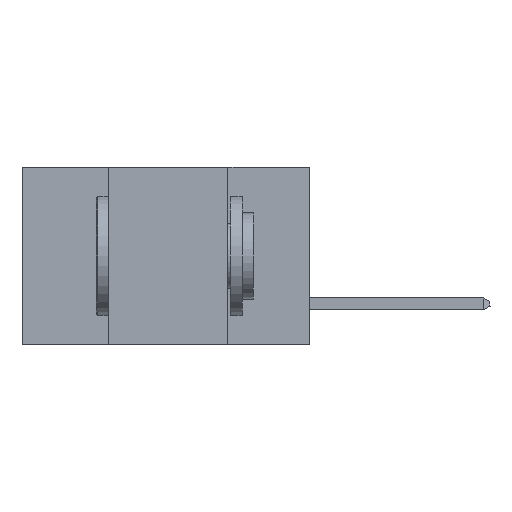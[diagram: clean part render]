
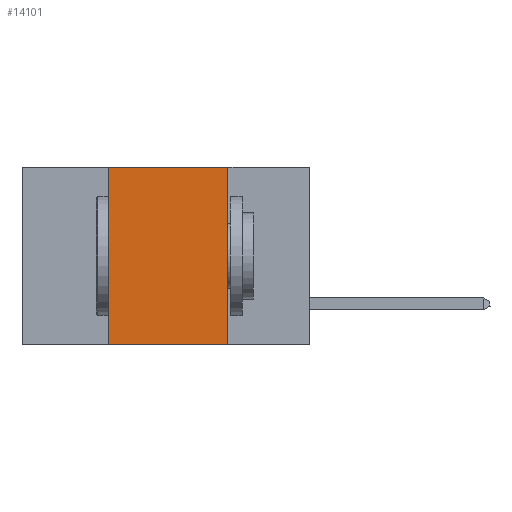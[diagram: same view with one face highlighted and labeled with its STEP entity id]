
A CAD part, left-side view. The second image highlights one B-rep face of the part: STEP entity #14101.
In plain terms, the highlighted planar face has unit normal (-1, 0, 0).
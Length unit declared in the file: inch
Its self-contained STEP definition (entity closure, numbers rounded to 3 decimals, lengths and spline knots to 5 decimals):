
#886 = ORIENTED_EDGE ( 'NONE', *, *, #1331, .T. ) ;
#942 = EDGE_CURVE ( 'NONE', #5158, #6625, #15306, .T. ) ;
#1331 = EDGE_CURVE ( 'NONE', #5158, #20009, #9840, .T. ) ;
#1738 = CARTESIAN_POINT ( 'NONE',  ( 0., 0.6, 0. ) ) ;
#2016 = PLANE ( 'NONE',  #11197 ) ;
#3255 = VECTOR ( 'NONE', #17116, 39.37008 ) ;
#3447 = EDGE_CURVE ( 'NONE', #6625, #22106, #4335, .T. ) ;
#3782 = DIRECTION ( 'NONE',  ( 0., 0., -1. ) ) ;
#4335 = LINE ( 'NONE', #5005, #3255 ) ;
#5005 = CARTESIAN_POINT ( 'NONE',  ( 0., 0.6, 0. ) ) ;
#5158 = VERTEX_POINT ( 'NONE', #10742 ) ;
#6488 = EDGE_CURVE ( 'NONE', #22106, #20009, #9399, .T. ) ;
#6625 = VERTEX_POINT ( 'NONE', #7450 ) ;
#6925 = DIRECTION ( 'NONE',  ( 0., 0., 1. ) ) ;
#7450 = CARTESIAN_POINT ( 'NONE',  ( 0., 0.42, 0. ) ) ;
#7708 = DIRECTION ( 'NONE',  ( 0., 0., -1. ) ) ;
#8135 = EDGE_LOOP ( 'NONE', ( #16768, #13907, #16803, #886 ) ) ;
#8308 = FACE_OUTER_BOUND ( 'NONE', #8135, .T. ) ;
#8557 = CARTESIAN_POINT ( 'NONE',  ( 0., 0.42, 0. ) ) ;
#9399 = LINE ( 'NONE', #18132, #13746 ) ;
#9840 = LINE ( 'NONE', #11923, #12009 ) ;
#9943 = DIRECTION ( 'NONE',  ( 0., -1., 0. ) ) ;
#10742 = CARTESIAN_POINT ( 'NONE',  ( 0., 0.42, -0.37 ) ) ;
#11197 = AXIS2_PLACEMENT_3D ( 'NONE', #1738, #17643, #3782 ) ;
#11923 = CARTESIAN_POINT ( 'NONE',  ( 0., 0.6, -0.37 ) ) ;
#12009 = VECTOR ( 'NONE', #9943, 39.37008 ) ;
#13115 = VECTOR ( 'NONE', #6925, 39.37008 ) ;
#13746 = VECTOR ( 'NONE', #7708, 39.37008 ) ;
#13907 = ORIENTED_EDGE ( 'NONE', *, *, #3447, .F. ) ;
#14101 = ADVANCED_FACE ( 'NONE', ( #8308 ), #2016, .F. ) ;
#15306 = LINE ( 'NONE', #8557, #13115 ) ;
#16510 = CARTESIAN_POINT ( 'NONE',  ( 0., 0.17, -0.37 ) ) ;
#16768 = ORIENTED_EDGE ( 'NONE', *, *, #6488, .F. ) ;
#16803 = ORIENTED_EDGE ( 'NONE', *, *, #942, .F. ) ;
#17116 = DIRECTION ( 'NONE',  ( 0., -1., 0. ) ) ;
#17643 = DIRECTION ( 'NONE',  ( 1., 0., 0. ) ) ;
#18132 = CARTESIAN_POINT ( 'NONE',  ( 0., 0.17, 0. ) ) ;
#18865 = CARTESIAN_POINT ( 'NONE',  ( 0., 0.17, 0. ) ) ;
#20009 = VERTEX_POINT ( 'NONE', #16510 ) ;
#22106 = VERTEX_POINT ( 'NONE', #18865 ) ;
